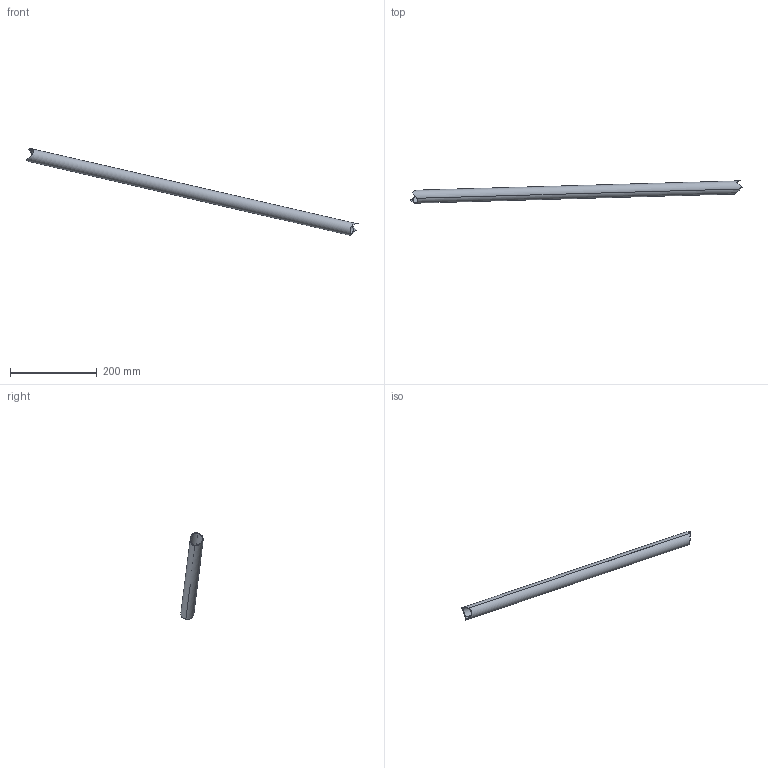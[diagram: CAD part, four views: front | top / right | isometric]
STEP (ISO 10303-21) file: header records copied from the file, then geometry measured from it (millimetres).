
FILE_DESCRIPTION(('STEP AP214'),'1');
FILE_NAME('3.stp','2018-02-08T14:31:16',(' '),(' '),'Spatial InterOp 3D',' ',' ');
FILE_SCHEMA(('automotive_design'));
Length unit declared in the file: metre
Products named in the file (1): Corps1
Bounding box: 765.67 x 51.85 x 200.07 mm (x, y, z)
Volume: 102019.4 mm3; surface area: 136559.2 mm2
Topology: 1 solids, 1 shells, 11 faces, 40 edges, 29 vertices
Faces by surface type: cylinder 6, extrusion 5
Entity records: 954 total; most frequent: CARTESIAN_POINT 523, ORIENTED_EDGE 80, DIRECTION 46, EDGE_CURVE 40, VERTEX_POINT 29, B_SPLINE_CURVE_WITH_KNOTS 27, AXIS2_PLACEMENT_3D 16, VECTOR 14
